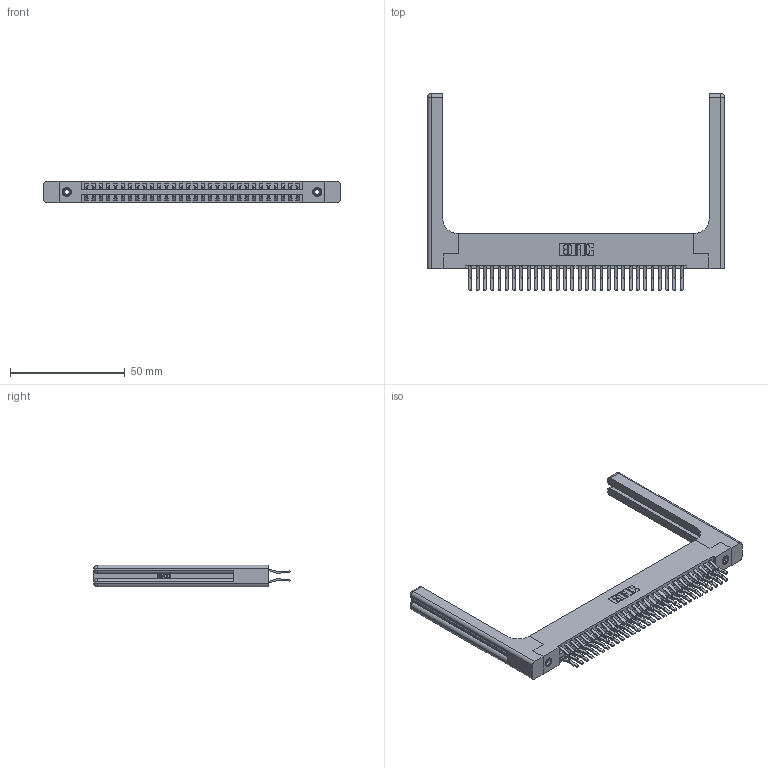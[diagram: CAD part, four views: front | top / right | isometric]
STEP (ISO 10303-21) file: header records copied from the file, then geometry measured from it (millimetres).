
FILE_DESCRIPTION (( 'STEP AP203' ), '1' );
FILE_NAME ('396-060-560-258.STEP', '2019-10-30T16:55:34', ( '' ), ( '' ), 'SwSTEP 2.0', 'SolidWorks 2016', '' );
FILE_SCHEMA (( 'CONFIG_CONTROL_DESIGN' ));
Length unit declared in the file: inch
Products named in the file (5): 346-220-058_345-220-058; 345-250-001_345-250-001-102; 396-060-560-258; 346 Part_Flush Mounting Lugs - 0.156 Dia-TH; 345-292-001_560 Tail
Assembly tree (65 placements, depth 2):
  396-060-560-258
    346 Part_Flush Mounting Lugs - 0.156 Dia-TH
    345-292-001_560 Tail  x60
    345-250-001_345-250-001-102  x2
    346-220-058_345-220-058  x2
Bounding box: 129.31 x 85.74 x 9.4 mm (x, y, z)
Volume: 20403.8 mm3; surface area: 23578.4 mm2
Topology: 65 solids, 65 shells, 3618 faces, 10655 edges, 7002 vertices
Faces by surface type: plane 2324, cylinder 1234, bspline 36, cone 12, sphere 8, torus 4
Entity records: 26464 total; most frequent: CARTESIAN_POINT 5385, ORIENTED_EDGE 4116, DIRECTION 3734, EDGE_CURVE 2058, LINE 1710, VECTOR 1710, VERTEX_POINT 1362, AXIS2_PLACEMENT_3D 1012
